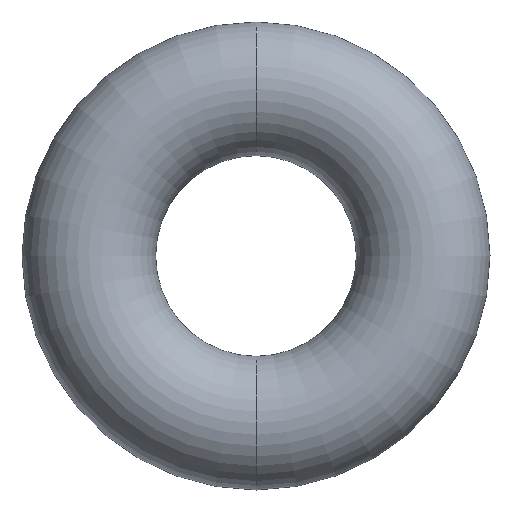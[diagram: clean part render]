
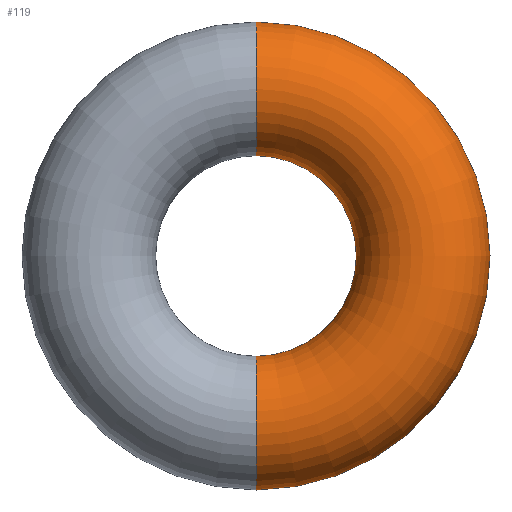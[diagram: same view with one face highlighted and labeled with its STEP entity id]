
A CAD part, front view. The second image highlights one B-rep face of the part: STEP entity #119.
In plain terms, the highlighted toroidal (fillet/blend) face has major radius 2.5 mm and minor radius 1 mm.
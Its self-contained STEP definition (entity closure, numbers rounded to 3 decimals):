
#14 = DIRECTION ( 'NONE',  ( 0., 1., 0. ) ) ;
#20 = EDGE_LOOP ( 'NONE', ( #35, #54, #24, #59 ) ) ;
#24 = ORIENTED_EDGE ( 'NONE', *, *, #183, .T. ) ;
#31 = DIRECTION ( 'NONE',  ( 1., 0., 0. ) ) ;
#34 = CIRCLE ( 'NONE', #74, 3.5 ) ;
#35 = ORIENTED_EDGE ( 'NONE', *, *, #187, .F. ) ;
#46 = FACE_OUTER_BOUND ( 'NONE', #20, .T. ) ;
#49 = DIRECTION ( 'NONE',  ( 0., 1., 0. ) ) ;
#51 = DIRECTION ( 'NONE',  ( -1., 0., 0. ) ) ;
#54 = ORIENTED_EDGE ( 'NONE', *, *, #174, .F. ) ;
#59 = ORIENTED_EDGE ( 'NONE', *, *, #213, .T. ) ;
#66 = CARTESIAN_POINT ( 'NONE',  ( 0., 0., -2.5 ) ) ;
#74 = AXIS2_PLACEMENT_3D ( 'NONE', #84, #14, #102 ) ;
#77 = DIRECTION ( 'NONE',  ( 0., 1., 0. ) ) ;
#84 = CARTESIAN_POINT ( 'NONE',  ( 0., 0., 0. ) ) ;
#86 = TOROIDAL_SURFACE ( 'NONE', #93, 2.5, 1. ) ;
#90 = AXIS2_PLACEMENT_3D ( 'NONE', #66, #31, #198 ) ;
#91 = CIRCLE ( 'NONE', #164, 1.5 ) ;
#93 = AXIS2_PLACEMENT_3D ( 'NONE', #94, #77, #126 ) ;
#94 = CARTESIAN_POINT ( 'NONE',  ( 0., 0., 0. ) ) ;
#95 = CIRCLE ( 'NONE', #125, 1. ) ;
#102 = DIRECTION ( 'NONE',  ( 0., 0., 1. ) ) ;
#119 = ADVANCED_FACE ( 'NONE', ( #46 ), #86, .T. ) ;
#125 = AXIS2_PLACEMENT_3D ( 'NONE', #217, #51, #165 ) ;
#126 = DIRECTION ( 'NONE',  ( 0., 0., 1. ) ) ;
#129 = VERTEX_POINT ( 'NONE', #192 ) ;
#132 = CARTESIAN_POINT ( 'NONE',  ( 0., 0., 0. ) ) ;
#145 = CARTESIAN_POINT ( 'NONE',  ( 0., 0., -1.5 ) ) ;
#147 = VERTEX_POINT ( 'NONE', #145 ) ;
#149 = CIRCLE ( 'NONE', #90, 1. ) ;
#150 = CARTESIAN_POINT ( 'NONE',  ( 0., 0., 3.5 ) ) ;
#164 = AXIS2_PLACEMENT_3D ( 'NONE', #132, #49, #214 ) ;
#165 = DIRECTION ( 'NONE',  ( 0., 0., 1. ) ) ;
#174 = EDGE_CURVE ( 'NONE', #186, #203, #95, .T. ) ;
#178 = CARTESIAN_POINT ( 'NONE',  ( 0., 0., 1.5 ) ) ;
#183 = EDGE_CURVE ( 'NONE', #186, #147, #91, .T. ) ;
#186 = VERTEX_POINT ( 'NONE', #178 ) ;
#187 = EDGE_CURVE ( 'NONE', #203, #129, #34, .T. ) ;
#192 = CARTESIAN_POINT ( 'NONE',  ( 0., 0., -3.5 ) ) ;
#198 = DIRECTION ( 'NONE',  ( 0., 0., -1. ) ) ;
#203 = VERTEX_POINT ( 'NONE', #150 ) ;
#213 = EDGE_CURVE ( 'NONE', #147, #129, #149, .T. ) ;
#214 = DIRECTION ( 'NONE',  ( 0., 0., 1. ) ) ;
#217 = CARTESIAN_POINT ( 'NONE',  ( 0., 0., 2.5 ) ) ;
